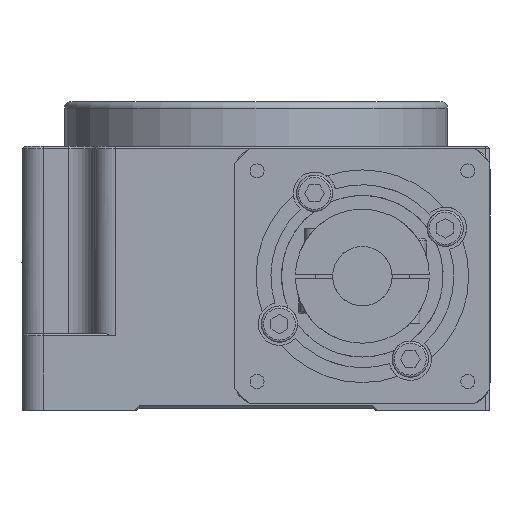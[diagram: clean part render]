
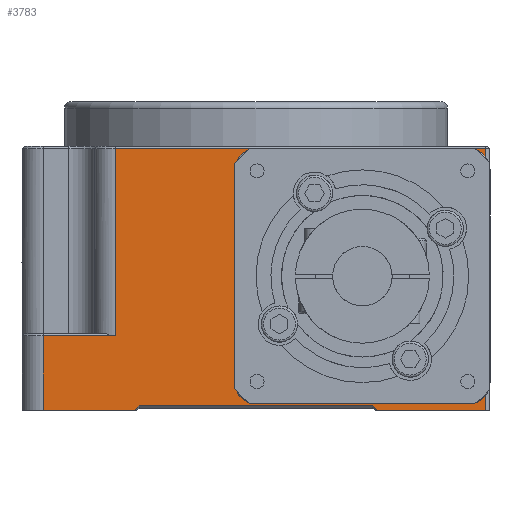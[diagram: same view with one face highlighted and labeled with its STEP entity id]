
A CAD part, front view. The second image highlights one B-rep face of the part: STEP entity #3783.
In plain terms, the highlighted planar face has unit normal (0, -1, 0).
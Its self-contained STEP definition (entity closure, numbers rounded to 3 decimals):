
#78 = DIRECTION ( 'NONE',  ( -0.707, 0., 0.707 ) ) ;
#116 = DIRECTION ( 'NONE',  ( 0., 0., 1. ) ) ;
#132 = VERTEX_POINT ( 'NONE', #11715 ) ;
#367 = ORIENTED_EDGE ( 'NONE', *, *, #14248, .T. ) ;
#415 = CARTESIAN_POINT ( 'NONE',  ( 27.5, -61., 1. ) ) ;
#418 = EDGE_CURVE ( 'NONE', #4847, #18375, #6330, .T. ) ;
#556 = DIRECTION ( 'NONE',  ( 1., 0., 0. ) ) ;
#593 = VERTEX_POINT ( 'NONE', #17078 ) ;
#649 = DIRECTION ( 'NONE',  ( 0., 0., -1. ) ) ;
#1133 = DIRECTION ( 'NONE',  ( 1., 0., 0. ) ) ;
#1486 = VERTEX_POINT ( 'NONE', #1702 ) ;
#1702 = CARTESIAN_POINT ( 'NONE',  ( -33., -61., 61.5 ) ) ;
#1813 = PLANE ( 'NONE',  #13265 ) ;
#2553 = CIRCLE ( 'NONE', #11892, 2.1 ) ;
#2619 = CARTESIAN_POINT ( 'NONE',  ( -27.5, -61., 1. ) ) ;
#2646 = CARTESIAN_POINT ( 'NONE',  ( 28., -61., 1. ) ) ;
#2716 = CARTESIAN_POINT ( 'NONE',  ( 0.605, -61., 7.105 ) ) ;
#2888 = DIRECTION ( 'NONE',  ( -1., 0., 0. ) ) ;
#2923 = EDGE_CURVE ( 'NONE', #15361, #15361, #19361, .T. ) ;
#3167 = CARTESIAN_POINT ( 'NONE',  ( 0.605, -61., 55.895 ) ) ;
#3397 = DIRECTION ( 'NONE',  ( -1., 0., 0. ) ) ;
#3489 = ORIENTED_EDGE ( 'NONE', *, *, #8090, .F. ) ;
#3490 = FACE_BOUND ( 'NONE', #18367, .T. ) ;
#3525 = ORIENTED_EDGE ( 'NONE', *, *, #17732, .T. ) ;
#3585 = CARTESIAN_POINT ( 'NONE',  ( 0.605, -61., 5.005 ) ) ;
#3696 = CARTESIAN_POINT ( 'NONE',  ( 54., -61., 62. ) ) ;
#3783 = ADVANCED_FACE ( 'NONE', ( #5180, #12022, #18877, #3490, #10325, #17181 ), #1813, .F. ) ;
#3976 = EDGE_CURVE ( 'NONE', #18961, #18961, #4646, .T. ) ;
#4576 = EDGE_CURVE ( 'NONE', #132, #1486, #11933, .T. ) ;
#4646 = CIRCLE ( 'NONE', #6440, 2.1 ) ;
#4664 = VERTEX_POINT ( 'NONE', #11513 ) ;
#4847 = VERTEX_POINT ( 'NONE', #2619 ) ;
#4853 = VECTOR ( 'NONE', #78, 1000. ) ;
#4928 = DIRECTION ( 'NONE',  ( 0., 0., -1. ) ) ;
#5180 = FACE_BOUND ( 'NONE', #5287, .T. ) ;
#5212 = CARTESIAN_POINT ( 'NONE',  ( -50., -61., 17.5 ) ) ;
#5287 = EDGE_LOOP ( 'NONE', ( #367 ) ) ;
#5316 = CIRCLE ( 'NONE', #14999, 23. ) ;
#5414 = EDGE_CURVE ( 'NONE', #4847, #7132, #18034, .T. ) ;
#6330 = LINE ( 'NONE', #13169, #15692 ) ;
#6377 = VECTOR ( 'NONE', #1133, 1000. ) ;
#6432 = VECTOR ( 'NONE', #556, 1000. ) ;
#6439 = DIRECTION ( 'NONE',  ( 0., 0., 1. ) ) ;
#6440 = AXIS2_PLACEMENT_3D ( 'NONE', #2716, #9548, #16394 ) ;
#6903 = EDGE_LOOP ( 'NONE', ( #3489 ) ) ;
#7038 = ORIENTED_EDGE ( 'NONE', *, *, #3976, .F. ) ;
#7132 = VERTEX_POINT ( 'NONE', #415 ) ;
#7268 = VECTOR ( 'NONE', #649, 1000. ) ;
#7695 = CARTESIAN_POINT ( 'NONE',  ( 49.395, -61., 7.105 ) ) ;
#7961 = CARTESIAN_POINT ( 'NONE',  ( 49.395, -61., 55.895 ) ) ;
#7962 = CARTESIAN_POINT ( 'NONE',  ( 54., -61., 0. ) ) ;
#8090 = EDGE_CURVE ( 'NONE', #4664, #4664, #2553, .T. ) ;
#8135 = ORIENTED_EDGE ( 'NONE', *, *, #4576, .T. ) ;
#8597 = LINE ( 'NONE', #15458, #4853 ) ;
#8644 = CARTESIAN_POINT ( 'NONE',  ( -55., -61., 62. ) ) ;
#8683 = VERTEX_POINT ( 'NONE', #15542 ) ;
#9078 = LINE ( 'NONE', #15941, #6432 ) ;
#9175 = LINE ( 'NONE', #16029, #7268 ) ;
#9480 = DIRECTION ( 'NONE',  ( 1., 0., 0. ) ) ;
#9548 = DIRECTION ( 'NONE',  ( 0., -1., 0. ) ) ;
#9647 = LINE ( 'NONE', #16499, #6377 ) ;
#9784 = EDGE_LOOP ( 'NONE', ( #14169, #8135, #3525, #13717, #11850, #14121, #19294, #13605, #21609, #19568 ) ) ;
#10016 = DIRECTION ( 'NONE',  ( 0., -1., 0. ) ) ;
#10325 = FACE_BOUND ( 'NONE', #19108, .T. ) ;
#10534 = DIRECTION ( 'NONE',  ( 0., 0., 1. ) ) ;
#10545 = VECTOR ( 'NONE', #9480, 1000. ) ;
#10744 = AXIS2_PLACEMENT_3D ( 'NONE', #7961, #14815, #21686 ) ;
#11069 = VERTEX_POINT ( 'NONE', #5212 ) ;
#11401 = LINE ( 'NONE', #18267, #18611 ) ;
#11513 = CARTESIAN_POINT ( 'NONE',  ( 49.395, -61., 5.005 ) ) ;
#11715 = CARTESIAN_POINT ( 'NONE',  ( 54., -61., 61.5 ) ) ;
#11850 = ORIENTED_EDGE ( 'NONE', *, *, #12769, .T. ) ;
#11892 = AXIS2_PLACEMENT_3D ( 'NONE', #7695, #14549, #21408 ) ;
#11933 = LINE ( 'NONE', #18780, #18072 ) ;
#12022 = FACE_BOUND ( 'NONE', #6903, .T. ) ;
#12239 = EDGE_CURVE ( 'NONE', #8683, #8683, #20404, .T. ) ;
#12508 = VERTEX_POINT ( 'NONE', #19373 ) ;
#12769 = EDGE_CURVE ( 'NONE', #11069, #20760, #13461, .T. ) ;
#12972 = EDGE_CURVE ( 'NONE', #22102, #14957, #9078, .T. ) ;
#13169 = CARTESIAN_POINT ( 'NONE',  ( -28.5, -61., 0. ) ) ;
#13265 = AXIS2_PLACEMENT_3D ( 'NONE', #8644, #15503, #116 ) ;
#13461 = LINE ( 'NONE', #20337, #17607 ) ;
#13605 = ORIENTED_EDGE ( 'NONE', *, *, #5414, .T. ) ;
#13717 = ORIENTED_EDGE ( 'NONE', *, *, #20113, .T. ) ;
#14090 = ORIENTED_EDGE ( 'NONE', *, *, #12239, .F. ) ;
#14121 = ORIENTED_EDGE ( 'NONE', *, *, #14952, .T. ) ;
#14169 = ORIENTED_EDGE ( 'NONE', *, *, #16153, .T. ) ;
#14248 = EDGE_CURVE ( 'NONE', #12508, #12508, #5316, .T. ) ;
#14255 = CARTESIAN_POINT ( 'NONE',  ( -50., -61., 0. ) ) ;
#14549 = DIRECTION ( 'NONE',  ( 0., -1., 0. ) ) ;
#14815 = DIRECTION ( 'NONE',  ( 0., -1., 0. ) ) ;
#14952 = EDGE_CURVE ( 'NONE', #20760, #18375, #9647, .T. ) ;
#14957 = VERTEX_POINT ( 'NONE', #7962 ) ;
#14975 = CARTESIAN_POINT ( 'NONE',  ( 25., -61., 31.5 ) ) ;
#14999 = AXIS2_PLACEMENT_3D ( 'NONE', #14975, #21852, #6439 ) ;
#15361 = VERTEX_POINT ( 'NONE', #22240 ) ;
#15458 = CARTESIAN_POINT ( 'NONE',  ( 27.5, -61., 1. ) ) ;
#15503 = DIRECTION ( 'NONE',  ( 0., 1., 0. ) ) ;
#15542 = CARTESIAN_POINT ( 'NONE',  ( 0.605, -61., 53.795 ) ) ;
#15692 = VECTOR ( 'NONE', #20032, 1000. ) ;
#15876 = ORIENTED_EDGE ( 'NONE', *, *, #2923, .F. ) ;
#15941 = CARTESIAN_POINT ( 'NONE',  ( -55., -61., 0. ) ) ;
#16029 = CARTESIAN_POINT ( 'NONE',  ( -33., -61., 62. ) ) ;
#16044 = EDGE_LOOP ( 'NONE', ( #7038 ) ) ;
#16153 = EDGE_CURVE ( 'NONE', #14957, #132, #19079, .T. ) ;
#16394 = DIRECTION ( 'NONE',  ( 0., 0., -1. ) ) ;
#16499 = CARTESIAN_POINT ( 'NONE',  ( -55., -61., 0. ) ) ;
#16867 = DIRECTION ( 'NONE',  ( 0., 0., -1. ) ) ;
#17078 = CARTESIAN_POINT ( 'NONE',  ( -33., -61., 17.5 ) ) ;
#17181 = FACE_OUTER_BOUND ( 'NONE', #9784, .T. ) ;
#17281 = CARTESIAN_POINT ( 'NONE',  ( -28.5, -61., 0. ) ) ;
#17404 = CARTESIAN_POINT ( 'NONE',  ( 28.5, -61., 0. ) ) ;
#17595 = EDGE_CURVE ( 'NONE', #22102, #7132, #8597, .T. ) ;
#17607 = VECTOR ( 'NONE', #4928, 1000. ) ;
#17732 = EDGE_CURVE ( 'NONE', #1486, #593, #9175, .T. ) ;
#18034 = LINE ( 'NONE', #2646, #10545 ) ;
#18072 = VECTOR ( 'NONE', #3397, 1000. ) ;
#18267 = CARTESIAN_POINT ( 'NONE',  ( -50., -61., 17.5 ) ) ;
#18367 = EDGE_LOOP ( 'NONE', ( #14090 ) ) ;
#18375 = VERTEX_POINT ( 'NONE', #17281 ) ;
#18611 = VECTOR ( 'NONE', #2888, 1000. ) ;
#18780 = CARTESIAN_POINT ( 'NONE',  ( -33., -61., 61.5 ) ) ;
#18877 = FACE_BOUND ( 'NONE', #16044, .T. ) ;
#18961 = VERTEX_POINT ( 'NONE', #3585 ) ;
#19079 = LINE ( 'NONE', #3696, #19498 ) ;
#19108 = EDGE_LOOP ( 'NONE', ( #15876 ) ) ;
#19294 = ORIENTED_EDGE ( 'NONE', *, *, #418, .F. ) ;
#19361 = CIRCLE ( 'NONE', #10744, 2.1 ) ;
#19373 = CARTESIAN_POINT ( 'NONE',  ( 25., -61., 54.5 ) ) ;
#19498 = VECTOR ( 'NONE', #10534, 1000. ) ;
#19568 = ORIENTED_EDGE ( 'NONE', *, *, #12972, .T. ) ;
#20032 = DIRECTION ( 'NONE',  ( -0.707, 0., -0.707 ) ) ;
#20113 = EDGE_CURVE ( 'NONE', #593, #11069, #11401, .T. ) ;
#20337 = CARTESIAN_POINT ( 'NONE',  ( -50., -61., 62. ) ) ;
#20404 = CIRCLE ( 'NONE', #22204, 2.1 ) ;
#20760 = VERTEX_POINT ( 'NONE', #14255 ) ;
#21408 = DIRECTION ( 'NONE',  ( 0., 0., -1. ) ) ;
#21609 = ORIENTED_EDGE ( 'NONE', *, *, #17595, .F. ) ;
#21686 = DIRECTION ( 'NONE',  ( 0., 0., -1. ) ) ;
#21852 = DIRECTION ( 'NONE',  ( 0., 1., 0. ) ) ;
#22102 = VERTEX_POINT ( 'NONE', #17404 ) ;
#22204 = AXIS2_PLACEMENT_3D ( 'NONE', #3167, #10016, #16867 ) ;
#22240 = CARTESIAN_POINT ( 'NONE',  ( 49.395, -61., 53.795 ) ) ;
